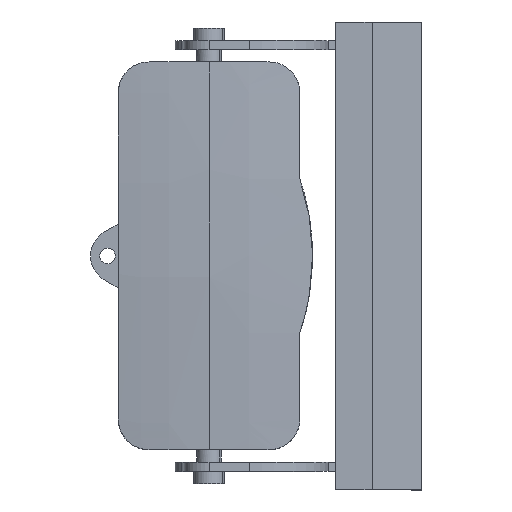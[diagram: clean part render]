
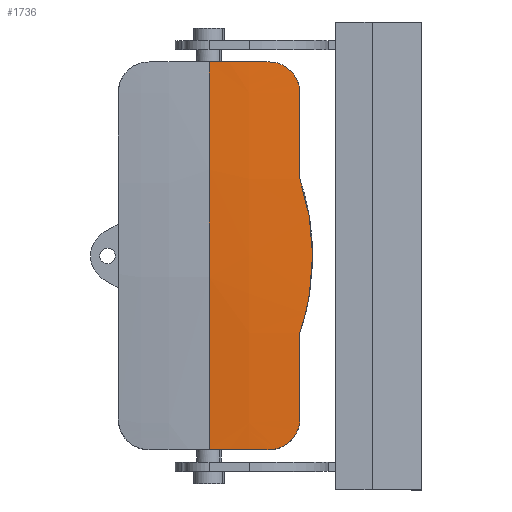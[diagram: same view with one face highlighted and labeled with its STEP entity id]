
A CAD part, top view. The second image highlights one B-rep face of the part: STEP entity #1736.
In plain terms, the highlighted face is a revolution surface.
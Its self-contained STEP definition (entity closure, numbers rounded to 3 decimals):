
#589=AXIS2_PLACEMENT_3D('Circle Axis2P3D',#587,#588,$) ;
#781=AXIS2_PLACEMENT_3D('Circle Axis2P3D',#779,#780,$) ;
#584=CARTESIAN_POINT('Vertex',(19.25,69.5,26.673)) ;
#587=CARTESIAN_POINT('Axis2P3D Location',(19.25,69.5,-92.5)) ;
#591=CARTESIAN_POINT('Vertex',(29.,69.5,26.273)) ;
#631=CARTESIAN_POINT('Control Point',(34.,64.5,26.)) ;
#632=CARTESIAN_POINT('Control Point',(34.,66.072,25.93)) ;
#633=CARTESIAN_POINT('Control Point',(33.384,67.651,25.931)) ;
#634=CARTESIAN_POINT('Control Point',(32.133,68.889,26.022)) ;
#635=CARTESIAN_POINT('Control Point',(30.567,69.5,26.144)) ;
#636=CARTESIAN_POINT('Control Point',(29.,69.5,26.273)) ;
#637=CARTESIAN_POINT('Vertex',(34.,64.5,26.)) ;
#658=CARTESIAN_POINT('Control Point',(34.,64.5,26.)) ;
#659=CARTESIAN_POINT('Control Point',(34.,61.701,26.125)) ;
#660=CARTESIAN_POINT('Control Point',(34.,58.902,26.233)) ;
#661=CARTESIAN_POINT('Control Point',(34.,56.101,26.325)) ;
#662=CARTESIAN_POINT('Control Point',(34.,53.301,26.4)) ;
#663=CARTESIAN_POINT('Control Point',(34.,50.5,26.459)) ;
#664=CARTESIAN_POINT('Vertex',(34.,50.5,26.459)) ;
#721=CARTESIAN_POINT('Vertex',(34.,11.5,26.)) ;
#728=CARTESIAN_POINT('Vertex',(34.,25.5,26.459)) ;
#732=CARTESIAN_POINT('Control Point',(34.,11.5,26.)) ;
#733=CARTESIAN_POINT('Control Point',(34.,14.299,26.125)) ;
#734=CARTESIAN_POINT('Control Point',(34.,17.098,26.233)) ;
#735=CARTESIAN_POINT('Control Point',(34.,19.899,26.325)) ;
#736=CARTESIAN_POINT('Control Point',(34.,22.699,26.4)) ;
#737=CARTESIAN_POINT('Control Point',(34.,25.5,26.459)) ;
#753=CARTESIAN_POINT('Control Point',(34.,11.5,26.)) ;
#754=CARTESIAN_POINT('Control Point',(34.,9.928,25.93)) ;
#755=CARTESIAN_POINT('Control Point',(33.384,8.349,25.931)) ;
#756=CARTESIAN_POINT('Control Point',(32.133,7.111,26.022)) ;
#757=CARTESIAN_POINT('Control Point',(30.567,6.5,26.144)) ;
#758=CARTESIAN_POINT('Control Point',(29.,6.5,26.273)) ;
#759=CARTESIAN_POINT('Vertex',(29.,6.5,26.273)) ;
#779=CARTESIAN_POINT('Axis2P3D Location',(19.25,6.5,-92.5)) ;
#783=CARTESIAN_POINT('Vertex',(19.25,6.5,26.673)) ;
#1696=CARTESIAN_POINT('Control Point',(19.25,6.5,26.673)) ;
#1697=CARTESIAN_POINT('Control Point',(19.25,27.481,27.776)) ;
#1698=CARTESIAN_POINT('Control Point',(19.25,48.519,27.776)) ;
#1699=CARTESIAN_POINT('Control Point',(19.25,69.5,26.673)) ;
#1711=CARTESIAN_POINT('Control Point',(19.25,6.486,26.672)) ;
#1712=CARTESIAN_POINT('Control Point',(19.25,27.476,27.776)) ;
#1713=CARTESIAN_POINT('Control Point',(19.25,48.524,27.776)) ;
#1714=CARTESIAN_POINT('Control Point',(19.25,69.514,26.672)) ;
#1715=CARTESIAN_POINT('Axis1P Location',(19.25,38.,-92.5)) ;
#1720=CARTESIAN_POINT('Control Point',(34.,50.5,26.459)) ;
#1721=CARTESIAN_POINT('Control Point',(36.039,44.473,26.332)) ;
#1722=CARTESIAN_POINT('Control Point',(36.768,38.,26.249)) ;
#1723=CARTESIAN_POINT('Control Point',(36.039,31.527,26.332)) ;
#1724=CARTESIAN_POINT('Control Point',(34.,25.5,26.459)) ;
#588=DIRECTION('Axis2P3D Direction',(0.,-1.,-0.)) ;
#780=DIRECTION('Axis2P3D Direction',(0.,-1.,-0.)) ;
#1716=DIRECTION('Axis1P Direction',(0.,-1.,0.)) ;
#1717=AXIS1_PLACEMENT('Revolution Surface Axis1P',#1715,#1716) ;
#1727=ORIENTED_EDGE('',*,*,#1700,.F.) ;
#1728=ORIENTED_EDGE('',*,*,#785,.F.) ;
#1729=ORIENTED_EDGE('',*,*,#761,.F.) ;
#1730=ORIENTED_EDGE('',*,*,#738,.T.) ;
#1731=ORIENTED_EDGE('',*,*,#1725,.F.) ;
#1732=ORIENTED_EDGE('',*,*,#666,.F.) ;
#1733=ORIENTED_EDGE('',*,*,#639,.F.) ;
#1734=ORIENTED_EDGE('',*,*,#593,.T.) ;
#1736=ADVANCED_FACE('Hood',(#1735),#1718,.F.) ;
#630=B_SPLINE_CURVE_WITH_KNOTS('',5,(#631,#632,#633,#634,#635,#636),.UNSPECIFIED.,.F.,.U.,(6,6),(0.,11.429),.UNSPECIFIED.) ;
#657=B_SPLINE_CURVE_WITH_KNOTS('',5,(#658,#659,#660,#661,#662,#663),.UNSPECIFIED.,.F.,.U.,(6,6),(0.,19.81),.UNSPECIFIED.) ;
#731=B_SPLINE_CURVE_WITH_KNOTS('',5,(#732,#733,#734,#735,#736,#737),.UNSPECIFIED.,.F.,.U.,(6,6),(0.,19.81),.UNSPECIFIED.) ;
#752=B_SPLINE_CURVE_WITH_KNOTS('',5,(#753,#754,#755,#756,#757,#758),.UNSPECIFIED.,.F.,.U.,(6,6),(0.,11.429),.UNSPECIFIED.) ;
#1695=B_SPLINE_CURVE_WITH_KNOTS('',3,(#1696,#1697,#1698,#1699),.UNSPECIFIED.,.F.,.U.,(4,4),(910.963,974.021),.UNSPECIFIED.) ;
#1710=B_SPLINE_CURVE_WITH_KNOTS('',3,(#1711,#1712,#1713,#1714),.UNSPECIFIED.,.F.,.U.,(4,4),(910.949,974.035),.UNSPECIFIED.) ;
#1719=B_SPLINE_CURVE_WITH_KNOTS('',4,(#1720,#1721,#1722,#1723,#1724),.UNSPECIFIED.,.F.,.U.,(5,5),(0.,36.216),.UNSPECIFIED.) ;
#590=CIRCLE('generated circle',#589,119.173) ;
#782=CIRCLE('generated circle',#781,119.173) ;
#593=EDGE_CURVE('',#592,#585,#590,.T.) ;
#639=EDGE_CURVE('',#592,#638,#630,.F.) ;
#666=EDGE_CURVE('',#638,#665,#657,.T.) ;
#738=EDGE_CURVE('',#722,#729,#731,.T.) ;
#761=EDGE_CURVE('',#722,#760,#752,.T.) ;
#785=EDGE_CURVE('',#760,#784,#782,.T.) ;
#1700=EDGE_CURVE('',#784,#585,#1695,.T.) ;
#1725=EDGE_CURVE('',#665,#729,#1719,.T.) ;
#1726=EDGE_LOOP('',(#1727,#1728,#1729,#1730,#1731,#1732,#1733,#1734)) ;
#1735=FACE_OUTER_BOUND('',#1726,.T.) ;
#1718=SURFACE_OF_REVOLUTION('Surface of Revolution',#1710,#1717) ;
#585=VERTEX_POINT('',#584) ;
#592=VERTEX_POINT('',#591) ;
#638=VERTEX_POINT('',#637) ;
#665=VERTEX_POINT('',#664) ;
#722=VERTEX_POINT('',#721) ;
#729=VERTEX_POINT('',#728) ;
#760=VERTEX_POINT('',#759) ;
#784=VERTEX_POINT('',#783) ;
